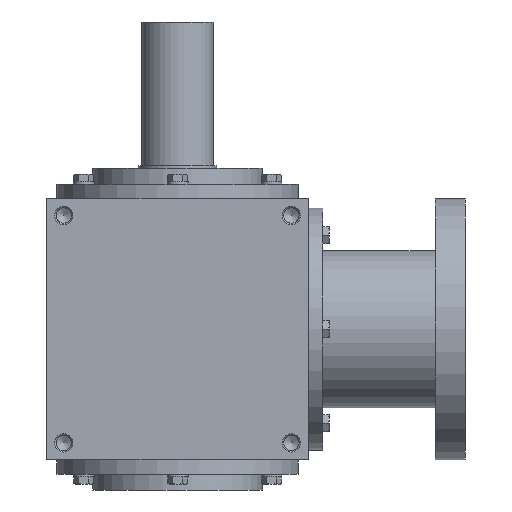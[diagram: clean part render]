
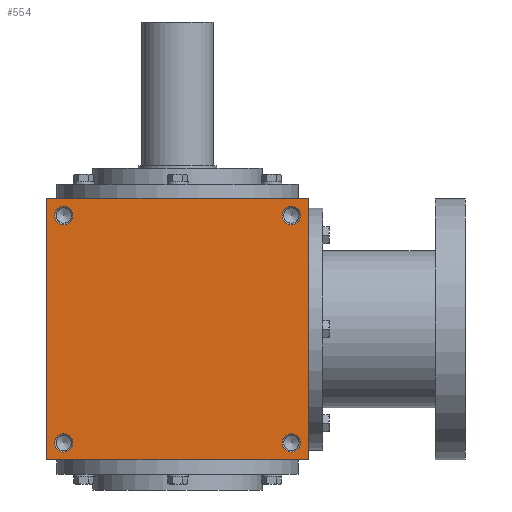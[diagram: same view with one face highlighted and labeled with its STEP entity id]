
A CAD part, front view. The second image highlights one B-rep face of the part: STEP entity #554.
In plain terms, the highlighted planar face has unit normal (0, -1, 0).
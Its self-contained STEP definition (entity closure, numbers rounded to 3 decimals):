
#554 = ADVANCED_FACE( '', ( #1114, #1115, #1116, #1117, #1118 ), #1119, .F. );
#1114 = FACE_BOUND( '', #1815, .T. );
#1115 = FACE_BOUND( '', #1816, .T. );
#1116 = FACE_BOUND( '', #1817, .T. );
#1117 = FACE_BOUND( '', #1818, .T. );
#1118 = FACE_OUTER_BOUND( '', #1819, .T. );
#1119 = PLANE( '', #1820 );
#1815 = EDGE_LOOP( '', ( #2695 ) );
#1816 = EDGE_LOOP( '', ( #2696 ) );
#1817 = EDGE_LOOP( '', ( #2697 ) );
#1818 = EDGE_LOOP( '', ( #2698 ) );
#1819 = EDGE_LOOP( '', ( #2699, #2700, #2701, #2702 ) );
#1820 = AXIS2_PLACEMENT_3D( '', #2703, #2704, #2705 );
#2695 = ORIENTED_EDGE( '', *, *, #3828, .T. );
#2696 = ORIENTED_EDGE( '', *, *, #3679, .T. );
#2697 = ORIENTED_EDGE( '', *, *, #3826, .F. );
#2698 = ORIENTED_EDGE( '', *, *, #3829, .F. );
#2699 = ORIENTED_EDGE( '', *, *, #3778, .T. );
#2700 = ORIENTED_EDGE( '', *, *, #3830, .F. );
#2701 = ORIENTED_EDGE( '', *, *, #3831, .F. );
#2702 = ORIENTED_EDGE( '', *, *, #3832, .T. );
#2703 = CARTESIAN_POINT( '', ( -100., -100., 100. ) );
#2704 = DIRECTION( '', ( 0., 1., 0. ) );
#2705 = DIRECTION( '', ( 0., 0., 1. ) );
#3679 = EDGE_CURVE( '', #4223, #4223, #4224, .T. );
#3778 = EDGE_CURVE( '', #4382, #4386, #4388, .T. );
#3826 = EDGE_CURVE( '', #4461, #4461, #4462, .T. );
#3828 = EDGE_CURVE( '', #4464, #4464, #4465, .T. );
#3829 = EDGE_CURVE( '', #4466, #4466, #4467, .T. );
#3830 = EDGE_CURVE( '', #4468, #4386, #4469, .T. );
#3831 = EDGE_CURVE( '', #4470, #4468, #4471, .T. );
#3832 = EDGE_CURVE( '', #4470, #4382, #4472, .T. );
#4223 = VERTEX_POINT( '', #4978 );
#4224 = CIRCLE( '', #4979, 7. );
#4382 = VERTEX_POINT( '', #5168 );
#4386 = VERTEX_POINT( '', #5174 );
#4388 = LINE( '', #5177, #5178 );
#4461 = VERTEX_POINT( '', #5260 );
#4462 = CIRCLE( '', #5261, 7. );
#4464 = VERTEX_POINT( '', #5263 );
#4465 = CIRCLE( '', #5264, 7. );
#4466 = VERTEX_POINT( '', #5265 );
#4467 = CIRCLE( '', #5266, 7. );
#4468 = VERTEX_POINT( '', #5267 );
#4469 = LINE( '', #5268, #5269 );
#4470 = VERTEX_POINT( '', #5270 );
#4471 = LINE( '', #5271, #5272 );
#4472 = LINE( '', #5273, #5274 );
#4978 = CARTESIAN_POINT( '', ( -87., -100., 94. ) );
#4979 = AXIS2_PLACEMENT_3D( '', #5913, #5914, #5915 );
#5168 = CARTESIAN_POINT( '', ( -100., -100., -100. ) );
#5174 = CARTESIAN_POINT( '', ( 100., -100., -100. ) );
#5177 = CARTESIAN_POINT( '', ( -100., -100., -100. ) );
#5178 = VECTOR( '', #6106, 1000. );
#5260 = CARTESIAN_POINT( '', ( 87., -100., -94. ) );
#5261 = AXIS2_PLACEMENT_3D( '', #6186, #6187, #6188 );
#5263 = CARTESIAN_POINT( '', ( -87., -100., -80. ) );
#5264 = AXIS2_PLACEMENT_3D( '', #6189, #6190, #6191 );
#5265 = CARTESIAN_POINT( '', ( 87., -100., 80. ) );
#5266 = AXIS2_PLACEMENT_3D( '', #6192, #6193, #6194 );
#5267 = CARTESIAN_POINT( '', ( 100., -100., 100. ) );
#5268 = CARTESIAN_POINT( '', ( 100., -100., 100. ) );
#5269 = VECTOR( '', #6195, 1000. );
#5270 = CARTESIAN_POINT( '', ( -100., -100., 100. ) );
#5271 = CARTESIAN_POINT( '', ( -100., -100., 100. ) );
#5272 = VECTOR( '', #6196, 1000. );
#5273 = CARTESIAN_POINT( '', ( -100., -100., 100. ) );
#5274 = VECTOR( '', #6197, 1000. );
#5913 = CARTESIAN_POINT( '', ( -87., -100., 87. ) );
#5914 = DIRECTION( '', ( 0., 1., 0. ) );
#5915 = DIRECTION( '', ( 0., 0., 1. ) );
#6106 = DIRECTION( '', ( 1., 0., 0. ) );
#6186 = CARTESIAN_POINT( '', ( 87., -100., -87. ) );
#6187 = DIRECTION( '', ( 0., -1., 0. ) );
#6188 = DIRECTION( '', ( 0., 0., -1. ) );
#6189 = CARTESIAN_POINT( '', ( -87., -100., -87. ) );
#6190 = DIRECTION( '', ( 0., 1., 0. ) );
#6191 = DIRECTION( '', ( 0., 0., 1. ) );
#6192 = CARTESIAN_POINT( '', ( 87., -100., 87. ) );
#6193 = DIRECTION( '', ( 0., -1., 0. ) );
#6194 = DIRECTION( '', ( 0., 0., -1. ) );
#6195 = DIRECTION( '', ( 0., 0., -1. ) );
#6196 = DIRECTION( '', ( 1., 0., 0. ) );
#6197 = DIRECTION( '', ( 0., 0., -1. ) );
